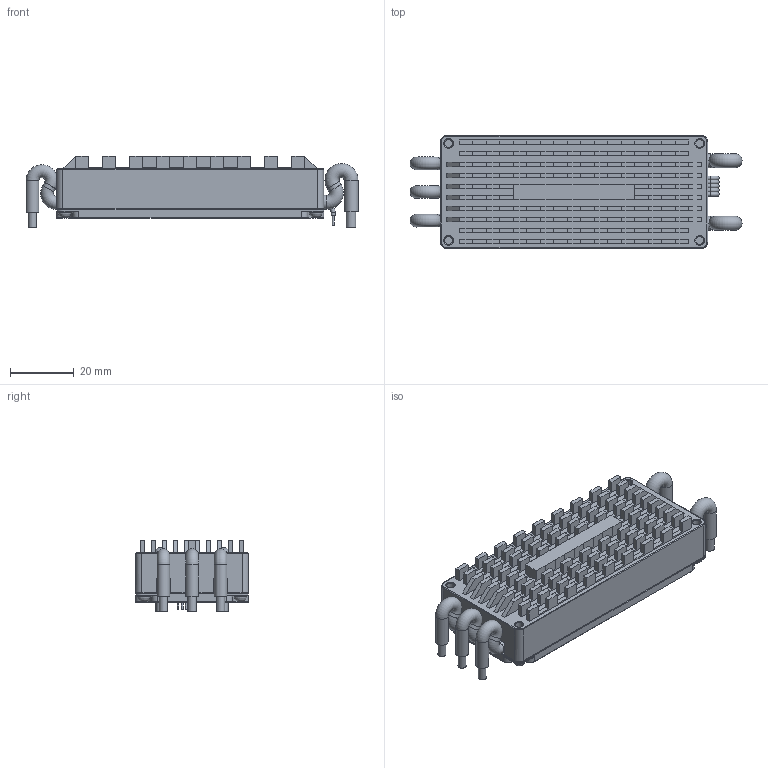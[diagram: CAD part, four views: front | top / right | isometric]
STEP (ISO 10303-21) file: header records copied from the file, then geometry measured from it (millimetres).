
FILE_DESCRIPTION(('FreeCAD Model'),'2;1');
FILE_NAME('Open CASCADE Shape Model','2025-02-09T10:54:06',(''),(''), 'Open CASCADE STEP processor 7.7','FreeCAD','Unknown');
FILE_SCHEMA(('AUTOMOTIVE_DESIGN { 1 0 10303 214 1 1 1 1 }'));
Length unit declared in the file: millimetre
Products named in the file (4): Unnamed; Body002; Body001; Body
Assembly tree (3 placements, depth 2):
  Unnamed
    Body002
    Body001
    Body
Bounding box: 104.44 x 35.5 x 22.5 mm (x, y, z)
Volume: 33720 mm3; surface area: 29516.1 mm2
Topology: 3 solids, 3 shells, 770 faces, 1971 edges, 1215 vertices
Faces by surface type: plane 433, cylinder 199, torus 105, sphere 24, revolution 4, cone 4, bspline 1
Full cylindrical faces by diameter (mm): 0.6 x5, 2 x4, 2.5 x12, 2.6 x3, 3 x2, 4 x13, 4.4 x6
Entity records: 49545 total; most frequent: CARTESIAN_POINT 8963, DIRECTION 7776, LINE 5082, VECTOR 5082, ORIENTED_EDGE 3894, PCURVE 3894, DEFINITIONAL_REPRESENTATION 3894, EDGE_CURVE 1947
